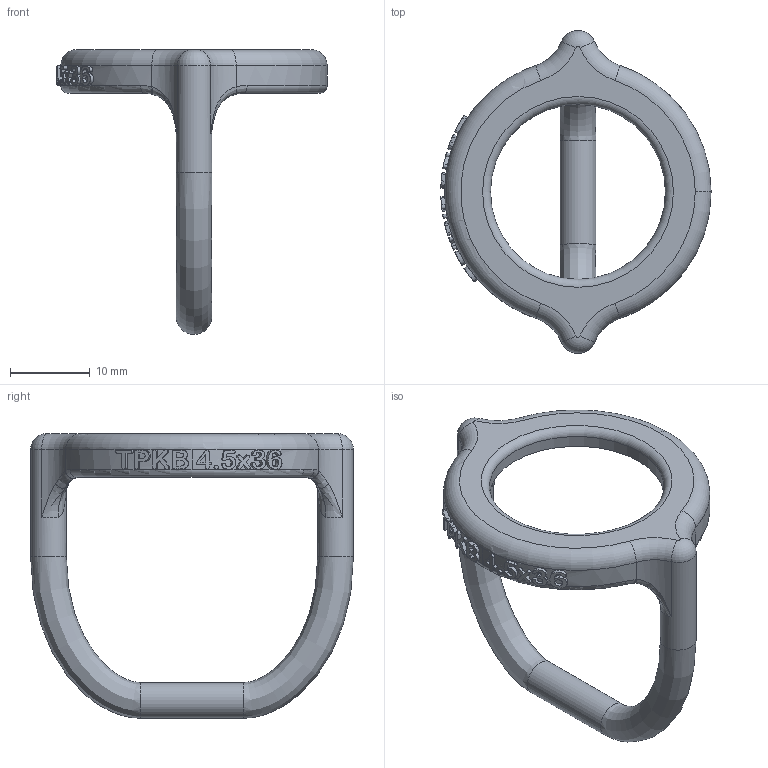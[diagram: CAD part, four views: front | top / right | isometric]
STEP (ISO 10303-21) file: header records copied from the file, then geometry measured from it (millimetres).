
FILE_DESCRIPTION(('HOOPS Exchange Step'),'2;1');
FILE_NAME('temp_export','2025-06-19T23:18:01+20:00',('me'),('Shapr3D Limited'),'HOOPS Exchange 2024.8','Shapr3D','Authorized');
FILE_SCHEMA( ('AP242_MANAGED_MODEL_BASED_3D_ENGINEERING_MIM_LF {1 0 10303 442 1 1 4}') );
Length unit declared in the file: millimetre
Products named in the file (21): print checks; LILY_51103_PART4; LILY_51103_PART3; LILY_51103_PART2; LILY_51103_PART1; CE 51103 ZR 17x30x9; swivel_4.5x17x30x9; root
Assembly tree (20 placements, depth 4):
  root
    swivel_4.5x17x30x9
      print checks
      CE 51103 ZR 17x30x9
        LILY_51103_PART4
        LILY_51103_PART4
        LILY_51103_PART4
        LILY_51103_PART4
        LILY_51103_PART4
        LILY_51103_PART4
        LILY_51103_PART4
        LILY_51103_PART4
        LILY_51103_PART4
        LILY_51103_PART4
        LILY_51103_PART4
        LILY_51103_PART4
        LILY_51103_PART4
        LILY_51103_PART4
        LILY_51103_PART3
        LILY_51103_PART2
        LILY_51103_PART1
Bounding box: 33.99 x 40.6 x 35.8 mm (x, y, z)
Volume: 3090.4 mm3; surface area: 3124.1 mm2
Topology: 1 solids, 1 shells, 177 faces, 457 edges, 291 vertices
Faces by surface type: bspline 85, plane 39, cylinder 28, torus 24, cone 1
Full cylindrical faces by diameter (mm): 4.5 x3, 22 x1, 30.5 x1
Entity records: 18005 total; most frequent: CARTESIAN_POINT 13792, ORIENTED_EDGE 910, DIRECTION 623, EDGE_CURVE 455, VERTEX_POINT 294, AXIS2_PLACEMENT_3D 259, B_SPLINE_CURVE_WITH_KNOTS 225, EDGE_LOOP 195
